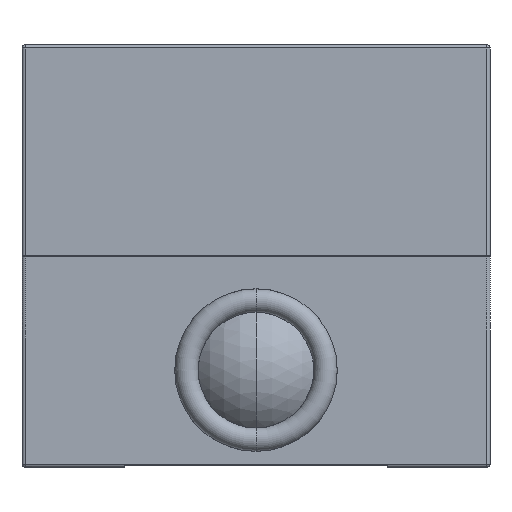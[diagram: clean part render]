
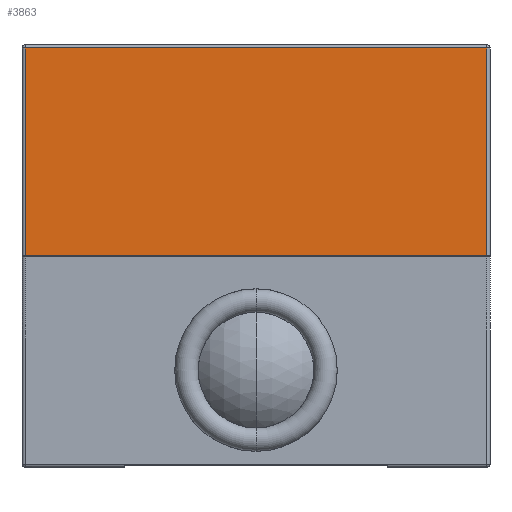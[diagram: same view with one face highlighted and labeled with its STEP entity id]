
A CAD part, front view. The second image highlights one B-rep face of the part: STEP entity #3863.
In plain terms, the highlighted planar face has unit normal (0, -1, 0).
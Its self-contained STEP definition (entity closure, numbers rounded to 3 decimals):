
#35 = VECTOR ( 'NONE', #4284, 1000. ) ;
#389 = CARTESIAN_POINT ( 'NONE',  ( 35.5, -98., 32. ) ) ;
#416 = PLANE ( 'NONE',  #5027 ) ;
#434 = CARTESIAN_POINT ( 'NONE',  ( -36., -98., 32. ) ) ;
#450 = CARTESIAN_POINT ( 'NONE',  ( 35.5, -98., 0.1 ) ) ;
#556 = CARTESIAN_POINT ( 'NONE',  ( -35.5, -98., 32.5 ) ) ;
#869 = EDGE_LOOP ( 'NONE', ( #3991, #2270, #1992, #3295 ) ) ;
#913 = VERTEX_POINT ( 'NONE', #1703 ) ;
#1152 = DIRECTION ( 'NONE',  ( 0., 1., 0. ) ) ;
#1280 = EDGE_CURVE ( 'NONE', #913, #5690, #1385, .T. ) ;
#1302 = DIRECTION ( 'NONE',  ( 0., 0., 1. ) ) ;
#1385 = LINE ( 'NONE', #5801, #35 ) ;
#1443 = VECTOR ( 'NONE', #1302, 1000. ) ;
#1546 = VERTEX_POINT ( 'NONE', #2627 ) ;
#1572 = VECTOR ( 'NONE', #5521, 1000. ) ;
#1703 = CARTESIAN_POINT ( 'NONE',  ( -35.5, -98., 0.1 ) ) ;
#1772 = EDGE_CURVE ( 'NONE', #3840, #1546, #1900, .T. ) ;
#1900 = LINE ( 'NONE', #434, #1572 ) ;
#1992 = ORIENTED_EDGE ( 'NONE', *, *, #1772, .T. ) ;
#2270 = ORIENTED_EDGE ( 'NONE', *, *, #6089, .T. ) ;
#2461 = VECTOR ( 'NONE', #4091, 1000. ) ;
#2627 = CARTESIAN_POINT ( 'NONE',  ( -35.5, -98., 32. ) ) ;
#3295 = ORIENTED_EDGE ( 'NONE', *, *, #6521, .T. ) ;
#3840 = VERTEX_POINT ( 'NONE', #389 ) ;
#3863 = ADVANCED_FACE ( 'NONE', ( #4316 ), #416, .F. ) ;
#3955 = CARTESIAN_POINT ( 'NONE',  ( -36., -98., 32.5 ) ) ;
#3991 = ORIENTED_EDGE ( 'NONE', *, *, #1280, .T. ) ;
#4091 = DIRECTION ( 'NONE',  ( 0., 0., -1. ) ) ;
#4284 = DIRECTION ( 'NONE',  ( 1., 0., 0. ) ) ;
#4316 = FACE_OUTER_BOUND ( 'NONE', #869, .T. ) ;
#4713 = DIRECTION ( 'NONE',  ( -1., 0., 0. ) ) ;
#4866 = CARTESIAN_POINT ( 'NONE',  ( 35.5, -98., 32.5 ) ) ;
#5027 = AXIS2_PLACEMENT_3D ( 'NONE', #3955, #1152, #4713 ) ;
#5351 = LINE ( 'NONE', #4866, #1443 ) ;
#5521 = DIRECTION ( 'NONE',  ( -1., 0., 0. ) ) ;
#5690 = VERTEX_POINT ( 'NONE', #450 ) ;
#5801 = CARTESIAN_POINT ( 'NONE',  ( -36., -98., 0.1 ) ) ;
#6089 = EDGE_CURVE ( 'NONE', #5690, #3840, #5351, .T. ) ;
#6200 = LINE ( 'NONE', #556, #2461 ) ;
#6521 = EDGE_CURVE ( 'NONE', #1546, #913, #6200, .T. ) ;
